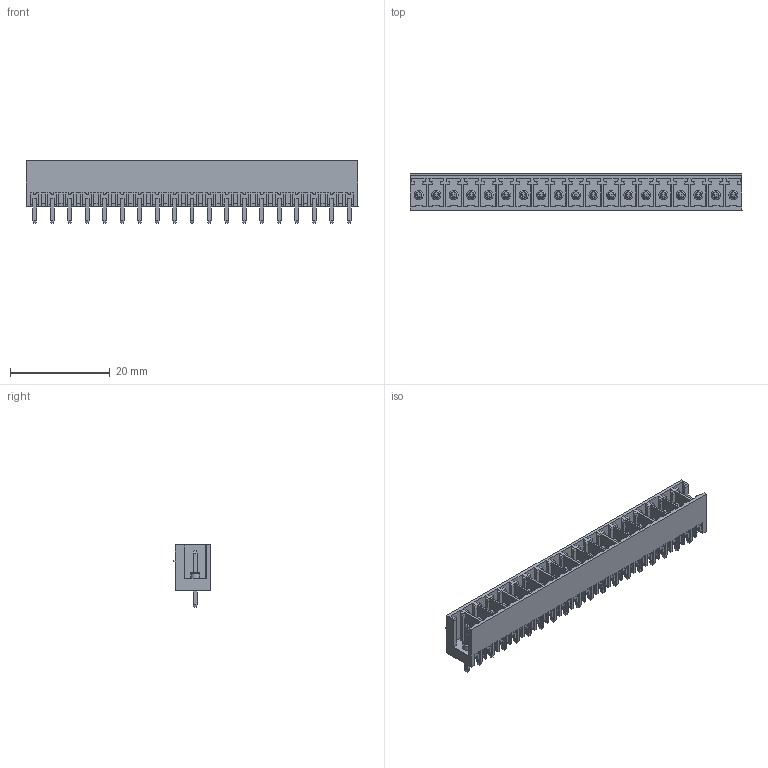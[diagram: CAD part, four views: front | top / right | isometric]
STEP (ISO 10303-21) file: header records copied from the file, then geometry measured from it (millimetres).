
FILE_DESCRIPTION(('STEP AP214'),'1');
FILE_NAME('PV19-3,5-V.stp','2018-11-29T09:58:41',(' '),(' '),'Spatial InterOp 3D',' ',' ');
FILE_SCHEMA(('AUTOMOTIVE_DESIGN { 1 0 10303 214 1 1 1 1 }'));
Length unit declared in the file: metre
Products named in the file (1): 1
Bounding box: 66.5 x 7.25 x 12.6 mm (x, y, z)
Volume: 2182.1 mm3; surface area: 5700.2 mm2
Topology: 1 solids, 1 shells, 1276 faces, 3315 edges, 2096 vertices
Faces by surface type: plane 1180, cylinder 58, torus 19, cone 19
Full cylindrical faces by diameter (mm): 1.8 x19
Entity records: 47779 total; most frequent: CARTESIAN_POINT 6726, ORIENTED_EDGE 6516, DIRECTION 5928, EDGE_CURVE 3258, LINE 3066, VECTOR 3066, VERTEX_POINT 2077, AXIS2_PLACEMENT_3D 1431
